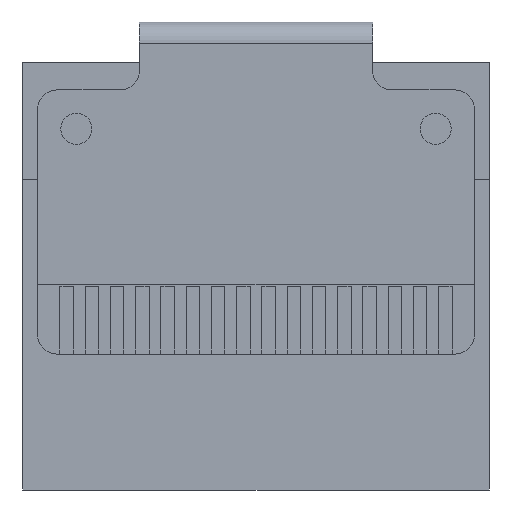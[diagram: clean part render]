
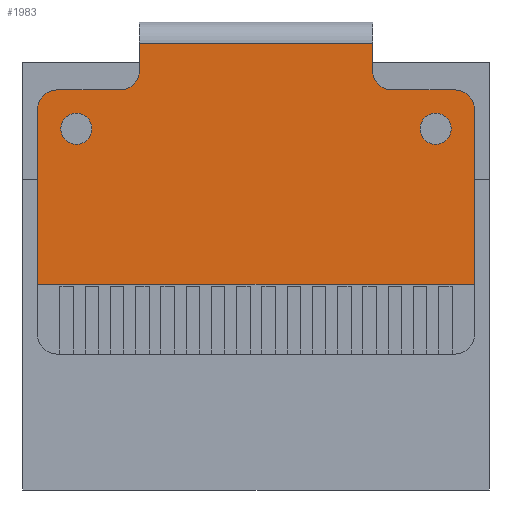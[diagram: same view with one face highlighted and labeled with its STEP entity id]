
A CAD part, front view. The second image highlights one B-rep face of the part: STEP entity #1983.
In plain terms, the highlighted planar face has unit normal (0, -1, 0).
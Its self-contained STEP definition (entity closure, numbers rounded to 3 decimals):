
#14 = VERTEX_POINT ( 'NONE', #3228 ) ;
#69 = ORIENTED_EDGE ( 'NONE', *, *, #4339, .F. ) ;
#90 = VECTOR ( 'NONE', #3705, 1000. ) ;
#139 = AXIS2_PLACEMENT_3D ( 'NONE', #3595, #3616, #4859 ) ;
#179 = DIRECTION ( 'NONE',  ( 0., -1., 0. ) ) ;
#205 = CARTESIAN_POINT ( 'NONE',  ( 5.625, -1.25, -2. ) ) ;
#261 = ORIENTED_EDGE ( 'NONE', *, *, #1756, .T. ) ;
#265 = CARTESIAN_POINT ( 'NONE',  ( -3., -1.25, 5.3 ) ) ;
#271 = VERTEX_POINT ( 'NONE', #3404 ) ;
#277 = VERTEX_POINT ( 'NONE', #3830 ) ;
#353 = DIRECTION ( 'NONE',  ( 0., 0., -1. ) ) ;
#379 = DIRECTION ( 'NONE',  ( -1., 0., 0. ) ) ;
#399 = CIRCLE ( 'NONE', #628, 0.5 ) ;
#403 = VECTOR ( 'NONE', #4558, 1000. ) ;
#441 = ORIENTED_EDGE ( 'NONE', *, *, #4127, .F. ) ;
#470 = EDGE_CURVE ( 'NONE', #550, #4643, #1098, .T. ) ;
#499 = ORIENTED_EDGE ( 'NONE', *, *, #885, .T. ) ;
#542 = VERTEX_POINT ( 'NONE', #4200 ) ;
#550 = VERTEX_POINT ( 'NONE', #2706 ) ;
#568 = VERTEX_POINT ( 'NONE', #797 ) ;
#570 = AXIS2_PLACEMENT_3D ( 'NONE', #1871, #4171, #3707 ) ;
#586 = DIRECTION ( 'NONE',  ( 0., 0., 1. ) ) ;
#628 = AXIS2_PLACEMENT_3D ( 'NONE', #1768, #179, #3256 ) ;
#675 = EDGE_CURVE ( 'NONE', #2386, #14, #715, .T. ) ;
#715 = CIRCLE ( 'NONE', #3510, 0.4 ) ;
#792 = LINE ( 'NONE', #1164, #403 ) ;
#797 = CARTESIAN_POINT ( 'NONE',  ( -5.125, -1.25, 4.8 ) ) ;
#801 = CARTESIAN_POINT ( 'NONE',  ( -5.625, -1.25, -0.2 ) ) ;
#826 = CARTESIAN_POINT ( 'NONE',  ( 4.625, -1.25, 4.2 ) ) ;
#874 = CARTESIAN_POINT ( 'NONE',  ( -5.625, -1.25, 4.8 ) ) ;
#885 = EDGE_CURVE ( 'NONE', #4678, #3534, #1035, .T. ) ;
#895 = EDGE_CURVE ( 'NONE', #271, #3941, #3788, .T. ) ;
#910 = DIRECTION ( 'NONE',  ( 0., -1., 0. ) ) ;
#954 = ORIENTED_EDGE ( 'NONE', *, *, #2844, .T. ) ;
#1007 = FACE_BOUND ( 'NONE', #2466, .T. ) ;
#1035 = CIRCLE ( 'NONE', #570, 0.5 ) ;
#1089 = ORIENTED_EDGE ( 'NONE', *, *, #470, .T. ) ;
#1098 = LINE ( 'NONE', #1536, #1812 ) ;
#1122 = CIRCLE ( 'NONE', #1275, 0.4 ) ;
#1135 = VERTEX_POINT ( 'NONE', #4133 ) ;
#1164 = CARTESIAN_POINT ( 'NONE',  ( 3., -1.25, 6. ) ) ;
#1182 = AXIS2_PLACEMENT_3D ( 'NONE', #2148, #2943, #1364 ) ;
#1240 = CARTESIAN_POINT ( 'NONE',  ( -4.625, -1.25, 3.8 ) ) ;
#1249 = EDGE_CURVE ( 'NONE', #3841, #4678, #3189, .T. ) ;
#1275 = AXIS2_PLACEMENT_3D ( 'NONE', #3328, #2186, #4875 ) ;
#1332 = ORIENTED_EDGE ( 'NONE', *, *, #3258, .F. ) ;
#1364 = DIRECTION ( 'NONE',  ( 0., 0., 1. ) ) ;
#1367 = DIRECTION ( 'NONE',  ( 0., -1., 0. ) ) ;
#1379 = ORIENTED_EDGE ( 'NONE', *, *, #4367, .T. ) ;
#1446 = CARTESIAN_POINT ( 'NONE',  ( 5.125, -1.25, 4.8 ) ) ;
#1479 = CARTESIAN_POINT ( 'NONE',  ( -5.625, -1.25, 4.8 ) ) ;
#1536 = CARTESIAN_POINT ( 'NONE',  ( 3., -1.25, 6. ) ) ;
#1612 = CARTESIAN_POINT ( 'NONE',  ( 3., -1.25, 5.3 ) ) ;
#1632 = CIRCLE ( 'NONE', #139, 0.5 ) ;
#1653 = VERTEX_POINT ( 'NONE', #3078 ) ;
#1736 = AXIS2_PLACEMENT_3D ( 'NONE', #1759, #1777, #4938 ) ;
#1752 = EDGE_CURVE ( 'NONE', #4132, #1135, #1632, .T. ) ;
#1756 = EDGE_CURVE ( 'NONE', #271, #277, #4762, .T. ) ;
#1759 = CARTESIAN_POINT ( 'NONE',  ( -4.625, -1.25, 3.8 ) ) ;
#1764 = ORIENTED_EDGE ( 'NONE', *, *, #675, .F. ) ;
#1768 = CARTESIAN_POINT ( 'NONE',  ( -5.125, -1.25, 4.3 ) ) ;
#1772 = CARTESIAN_POINT ( 'NONE',  ( 4.625, -1.25, 3.8 ) ) ;
#1777 = DIRECTION ( 'NONE',  ( 0., -1., 0. ) ) ;
#1812 = VECTOR ( 'NONE', #4897, 1000. ) ;
#1845 = LINE ( 'NONE', #1479, #2603 ) ;
#1871 = CARTESIAN_POINT ( 'NONE',  ( 3.5, -1.25, 5.3 ) ) ;
#1893 = DIRECTION ( 'NONE',  ( -1., 0., 0. ) ) ;
#1983 = ADVANCED_FACE ( 'NONE', ( #1007, #3994, #4068 ), #2066, .F. ) ;
#2042 = ORIENTED_EDGE ( 'NONE', *, *, #3011, .T. ) ;
#2066 = PLANE ( 'NONE',  #2677 ) ;
#2080 = CARTESIAN_POINT ( 'NONE',  ( 3.5, -1.25, 4.8 ) ) ;
#2148 = CARTESIAN_POINT ( 'NONE',  ( 5.125, -1.25, 4.3 ) ) ;
#2151 = DIRECTION ( 'NONE',  ( 0., 0., 1. ) ) ;
#2186 = DIRECTION ( 'NONE',  ( 0., -1., 0. ) ) ;
#2234 = VERTEX_POINT ( 'NONE', #3987 ) ;
#2246 = DIRECTION ( 'NONE',  ( 0., 0., 1. ) ) ;
#2279 = ORIENTED_EDGE ( 'NONE', *, *, #3440, .T. ) ;
#2375 = CIRCLE ( 'NONE', #3354, 0.4 ) ;
#2386 = VERTEX_POINT ( 'NONE', #826 ) ;
#2434 = VECTOR ( 'NONE', #353, 1000. ) ;
#2466 = EDGE_LOOP ( 'NONE', ( #69, #441 ) ) ;
#2475 = ORIENTED_EDGE ( 'NONE', *, *, #1249, .T. ) ;
#2603 = VECTOR ( 'NONE', #1893, 1000. ) ;
#2665 = VECTOR ( 'NONE', #4288, 1000. ) ;
#2677 = AXIS2_PLACEMENT_3D ( 'NONE', #4518, #4878, #2246 ) ;
#2706 = CARTESIAN_POINT ( 'NONE',  ( 3., -1.25, 6. ) ) ;
#2844 = EDGE_CURVE ( 'NONE', #568, #1653, #399, .T. ) ;
#2902 = VECTOR ( 'NONE', #586, 1000. ) ;
#2941 = CARTESIAN_POINT ( 'NONE',  ( -3., -1.25, 6. ) ) ;
#2943 = DIRECTION ( 'NONE',  ( 0., -1., 0. ) ) ;
#3005 = EDGE_CURVE ( 'NONE', #4643, #4132, #4192, .T. ) ;
#3011 = EDGE_CURVE ( 'NONE', #1135, #568, #1845, .T. ) ;
#3078 = CARTESIAN_POINT ( 'NONE',  ( -5.625, -1.25, 4.3 ) ) ;
#3189 = LINE ( 'NONE', #874, #2665 ) ;
#3228 = CARTESIAN_POINT ( 'NONE',  ( 4.625, -1.25, 3.4 ) ) ;
#3256 = DIRECTION ( 'NONE',  ( 0., 0., 1. ) ) ;
#3258 = EDGE_CURVE ( 'NONE', #550, #3534, #792, .T. ) ;
#3328 = CARTESIAN_POINT ( 'NONE',  ( 4.625, -1.25, 3.8 ) ) ;
#3336 = CIRCLE ( 'NONE', #1182, 0.5 ) ;
#3354 = AXIS2_PLACEMENT_3D ( 'NONE', #1240, #910, #3539 ) ;
#3404 = CARTESIAN_POINT ( 'NONE',  ( 5.625, -1.25, -0.2 ) ) ;
#3420 = CARTESIAN_POINT ( 'NONE',  ( -4.4, -1.25, -0.2 ) ) ;
#3440 = EDGE_CURVE ( 'NONE', #277, #3841, #3336, .T. ) ;
#3510 = AXIS2_PLACEMENT_3D ( 'NONE', #1772, #1367, #2151 ) ;
#3534 = VERTEX_POINT ( 'NONE', #1612 ) ;
#3539 = DIRECTION ( 'NONE',  ( 0., 0., -1. ) ) ;
#3581 = ORIENTED_EDGE ( 'NONE', *, *, #3005, .T. ) ;
#3595 = CARTESIAN_POINT ( 'NONE',  ( -3.5, -1.25, 5.3 ) ) ;
#3616 = DIRECTION ( 'NONE',  ( 0., 1., 0. ) ) ;
#3626 = ORIENTED_EDGE ( 'NONE', *, *, #4665, .F. ) ;
#3705 = DIRECTION ( 'NONE',  ( 0., 0., -1. ) ) ;
#3707 = DIRECTION ( 'NONE',  ( 0., 0., 1. ) ) ;
#3788 = LINE ( 'NONE', #3420, #3834 ) ;
#3830 = CARTESIAN_POINT ( 'NONE',  ( 5.625, -1.25, 4.3 ) ) ;
#3834 = VECTOR ( 'NONE', #379, 1000. ) ;
#3841 = VERTEX_POINT ( 'NONE', #1446 ) ;
#3941 = VERTEX_POINT ( 'NONE', #801 ) ;
#3987 = CARTESIAN_POINT ( 'NONE',  ( -4.625, -1.25, 3.4 ) ) ;
#3988 = CIRCLE ( 'NONE', #1736, 0.4 ) ;
#3994 = FACE_BOUND ( 'NONE', #4760, .T. ) ;
#4068 = FACE_OUTER_BOUND ( 'NONE', #4117, .T. ) ;
#4117 = EDGE_LOOP ( 'NONE', ( #2042, #954, #1379, #4671, #261, #2279, #2475, #499, #1332, #1089, #3581, #4734 ) ) ;
#4127 = EDGE_CURVE ( 'NONE', #542, #2234, #3988, .T. ) ;
#4132 = VERTEX_POINT ( 'NONE', #265 ) ;
#4133 = CARTESIAN_POINT ( 'NONE',  ( -3.5, -1.25, 4.8 ) ) ;
#4171 = DIRECTION ( 'NONE',  ( 0., 1., 0. ) ) ;
#4192 = LINE ( 'NONE', #2941, #2434 ) ;
#4200 = CARTESIAN_POINT ( 'NONE',  ( -4.625, -1.25, 4.2 ) ) ;
#4288 = DIRECTION ( 'NONE',  ( -1., 0., 0. ) ) ;
#4339 = EDGE_CURVE ( 'NONE', #2234, #542, #2375, .T. ) ;
#4367 = EDGE_CURVE ( 'NONE', #1653, #3941, #4812, .T. ) ;
#4518 = CARTESIAN_POINT ( 'NONE',  ( 3., -1.25, 6. ) ) ;
#4558 = DIRECTION ( 'NONE',  ( 0., 0., -1. ) ) ;
#4643 = VERTEX_POINT ( 'NONE', #4904 ) ;
#4665 = EDGE_CURVE ( 'NONE', #14, #2386, #1122, .T. ) ;
#4671 = ORIENTED_EDGE ( 'NONE', *, *, #895, .F. ) ;
#4678 = VERTEX_POINT ( 'NONE', #2080 ) ;
#4734 = ORIENTED_EDGE ( 'NONE', *, *, #1752, .T. ) ;
#4760 = EDGE_LOOP ( 'NONE', ( #3626, #1764 ) ) ;
#4762 = LINE ( 'NONE', #205, #2902 ) ;
#4812 = LINE ( 'NONE', #4884, #90 ) ;
#4859 = DIRECTION ( 'NONE',  ( 0., 0., 1. ) ) ;
#4875 = DIRECTION ( 'NONE',  ( 0., 0., 1. ) ) ;
#4878 = DIRECTION ( 'NONE',  ( 0., 1., 0. ) ) ;
#4884 = CARTESIAN_POINT ( 'NONE',  ( -5.625, -1.25, -2. ) ) ;
#4897 = DIRECTION ( 'NONE',  ( -1., 0., 0. ) ) ;
#4904 = CARTESIAN_POINT ( 'NONE',  ( -3., -1.25, 6. ) ) ;
#4938 = DIRECTION ( 'NONE',  ( 0., 0., -1. ) ) ;
